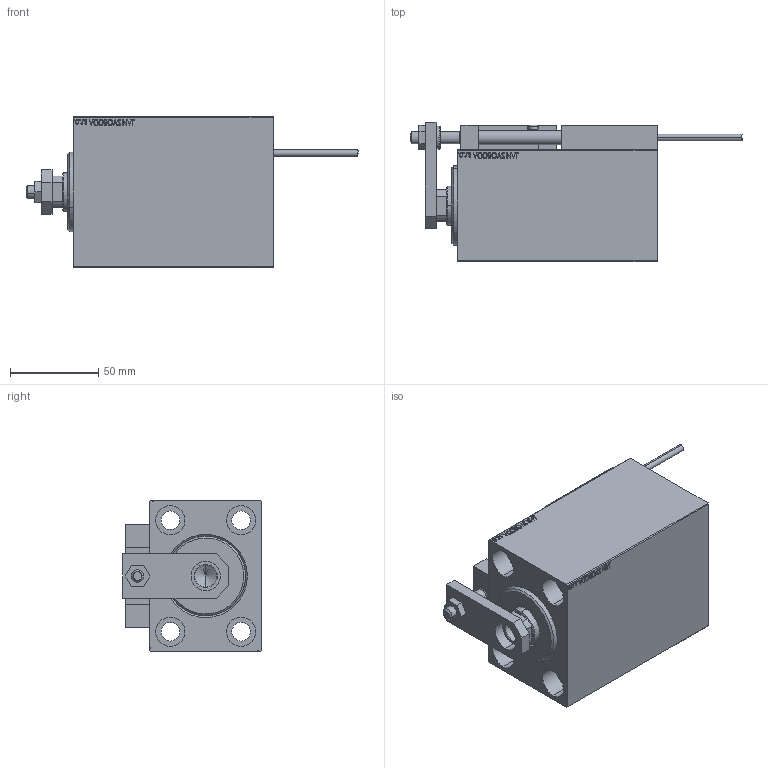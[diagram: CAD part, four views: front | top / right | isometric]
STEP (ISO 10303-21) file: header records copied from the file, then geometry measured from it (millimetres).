
FILE_DESCRIPTION (( 'STEP AP203' ), '1' );
FILE_NAME ('de0b.STEP', '2022-04-17T03:49:48', ( '' ), ( '' ), 'SwSTEP 2.0', 'SolidWorks 2019', '' );
FILE_SCHEMA (( 'CONFIG_CONTROL_DESIGN' ));
Length unit declared in the file: millimetre
Products named in the file (15): de0b; V450CM_VC_B 5e0f7b503e6002ad9563a88bcc53bf84; KONCOVKA 5e0f7b503e6002ad9563a88bcc53bf84; ALLEN BOLT D8 5e0f7b503e6002ad9563a88bcc53bf84; SWITCH DIM B,W 5e0f7b503e6002ad9563a88bcc53bf84; SWITCH X 5e0f7b503e6002ad9563a88bcc53bf84; NUT_D12 5e0f7b503e6002ad9563a88bcc53bf84; MAGNET 5e0f7b503e6002ad9563a88bcc53bf84; V450CM_C_VCP 5e0f7b503e6002ad9563a88bcc53bf84; TYC_L79 5e0f7b503e6002ad9563a88bcc53bf84; ZARAZKA 5e0f7b503e6002ad9563a88bcc53bf84; Block 5e0f7b503e6002ad9563a88bcc53bf84; ALLEN BOLT D5 5e0f7b503e6002ad9563a88bcc53bf84; V450CM_C_Body 5e0f7b503e6002ad9563a88bcc53bf84; SWITCH_X_FRONT_BACK 5e0f7b503e6002ad9563a88bcc53bf84
Assembly tree (24 placements, depth 3):
  de0b
    V450CM_C_Body 5e0f7b503e6002ad9563a88bcc53bf84
    SWITCH X 5e0f7b503e6002ad9563a88bcc53bf84
      SWITCH_X_FRONT_BACK 5e0f7b503e6002ad9563a88bcc53bf84  x2
      TYC_L79 5e0f7b503e6002ad9563a88bcc53bf84
      Block 5e0f7b503e6002ad9563a88bcc53bf84  x2
      ALLEN BOLT D5 5e0f7b503e6002ad9563a88bcc53bf84  x4
      ALLEN BOLT D8 5e0f7b503e6002ad9563a88bcc53bf84  x4
      MAGNET 5e0f7b503e6002ad9563a88bcc53bf84  x2
      KONCOVKA 5e0f7b503e6002ad9563a88bcc53bf84  x2
    NUT_D12 5e0f7b503e6002ad9563a88bcc53bf84
    SWITCH DIM B,W 5e0f7b503e6002ad9563a88bcc53bf84
    ZARAZKA 5e0f7b503e6002ad9563a88bcc53bf84
    V450CM_C_VCP 5e0f7b503e6002ad9563a88bcc53bf84
    V450CM_VC_B 5e0f7b503e6002ad9563a88bcc53bf84
Bounding box: 187.7 x 78.5 x 85 mm (x, y, z)
Volume: 561784.6 mm3; surface area: 122323.9 mm2
Topology: 23 solids, 23 shells, 1278 faces, 3056 edges, 1955 vertices
Faces by surface type: plane 560, bspline 380, cylinder 184, cone 106, torus 44, sphere 4
Entity records: 50043 total; most frequent: CARTESIAN_POINT 25886, ORIENTED_EDGE 5132, DIRECTION 3438, EDGE_CURVE 2566, VERTEX_POINT 1679, VECTOR 1480, LINE 1480, EDGE_LOOP 1187
